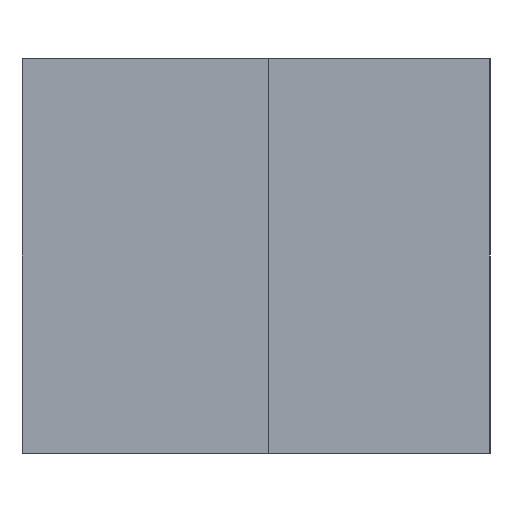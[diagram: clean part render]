
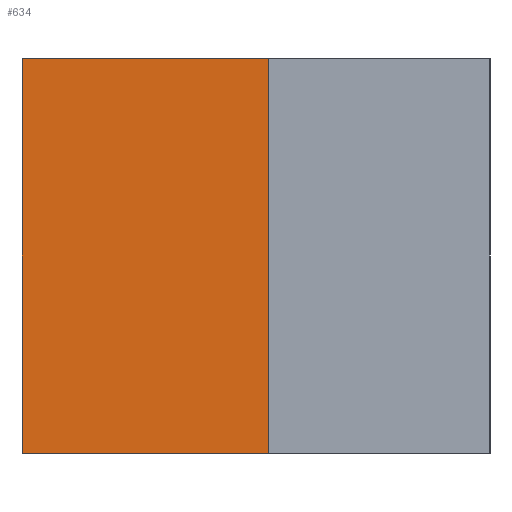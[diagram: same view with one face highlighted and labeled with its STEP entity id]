
A CAD part, left-side view. The second image highlights one B-rep face of the part: STEP entity #634.
In plain terms, the highlighted planar face has unit normal (-1, 0, 0).
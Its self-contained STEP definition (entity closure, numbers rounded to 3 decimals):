
#24 = PLANE ( 'NONE',  #474 ) ;
#26 = CARTESIAN_POINT ( 'NONE',  ( -28., 5., -4. ) ) ;
#30 = LINE ( 'NONE', #187, #146 ) ;
#57 = CARTESIAN_POINT ( 'NONE',  ( -28., 0., 4. ) ) ;
#65 = EDGE_CURVE ( 'NONE', #606, #296, #208, .T. ) ;
#81 = EDGE_CURVE ( 'NONE', #606, #317, #161, .T. ) ;
#117 = VECTOR ( 'NONE', #250, 1000. ) ;
#135 = ORIENTED_EDGE ( 'NONE', *, *, #167, .F. ) ;
#146 = VECTOR ( 'NONE', #236, 1000. ) ;
#161 = LINE ( 'NONE', #307, #583 ) ;
#167 = EDGE_CURVE ( 'NONE', #296, #511, #30, .T. ) ;
#187 = CARTESIAN_POINT ( 'NONE',  ( -28., 5., 4. ) ) ;
#208 = LINE ( 'NONE', #644, #523 ) ;
#225 = CARTESIAN_POINT ( 'NONE',  ( -28., 5., -4. ) ) ;
#236 = DIRECTION ( 'NONE',  ( 0., -1., 0. ) ) ;
#250 = DIRECTION ( 'NONE',  ( 0., 0., 1. ) ) ;
#271 = ORIENTED_EDGE ( 'NONE', *, *, #65, .F. ) ;
#296 = VERTEX_POINT ( 'NONE', #417 ) ;
#305 = DIRECTION ( 'NONE',  ( 0., -1., 0. ) ) ;
#307 = CARTESIAN_POINT ( 'NONE',  ( -28., 5., -4. ) ) ;
#317 = VERTEX_POINT ( 'NONE', #342 ) ;
#341 = ORIENTED_EDGE ( 'NONE', *, *, #414, .T. ) ;
#342 = CARTESIAN_POINT ( 'NONE',  ( -28., 0., -4. ) ) ;
#350 = CARTESIAN_POINT ( 'NONE',  ( -28., 0., -4. ) ) ;
#383 = DIRECTION ( 'NONE',  ( -1., 0., 0. ) ) ;
#398 = DIRECTION ( 'NONE',  ( 0., 0., 1. ) ) ;
#414 = EDGE_CURVE ( 'NONE', #317, #511, #594, .T. ) ;
#417 = CARTESIAN_POINT ( 'NONE',  ( -28., 5., 4. ) ) ;
#426 = FACE_OUTER_BOUND ( 'NONE', #570, .T. ) ;
#474 = AXIS2_PLACEMENT_3D ( 'NONE', #26, #383, #621 ) ;
#511 = VERTEX_POINT ( 'NONE', #57 ) ;
#523 = VECTOR ( 'NONE', #398, 1000. ) ;
#570 = EDGE_LOOP ( 'NONE', ( #135, #271, #578, #341 ) ) ;
#578 = ORIENTED_EDGE ( 'NONE', *, *, #81, .T. ) ;
#583 = VECTOR ( 'NONE', #305, 1000. ) ;
#594 = LINE ( 'NONE', #350, #117 ) ;
#606 = VERTEX_POINT ( 'NONE', #225 ) ;
#621 = DIRECTION ( 'NONE',  ( 0., 0., 1. ) ) ;
#634 = ADVANCED_FACE ( 'NONE', ( #426 ), #24, .T. ) ;
#644 = CARTESIAN_POINT ( 'NONE',  ( -28., 5., -4. ) ) ;
